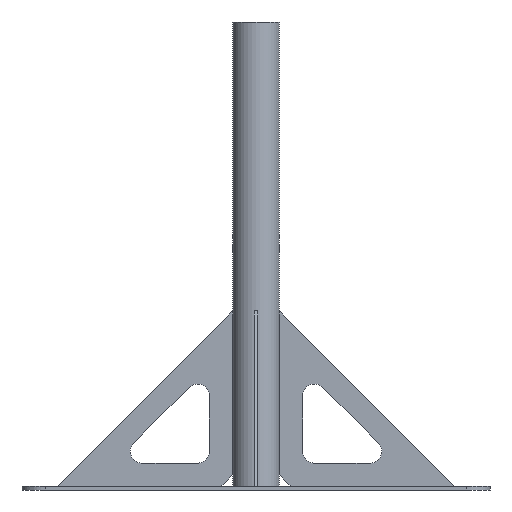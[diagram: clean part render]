
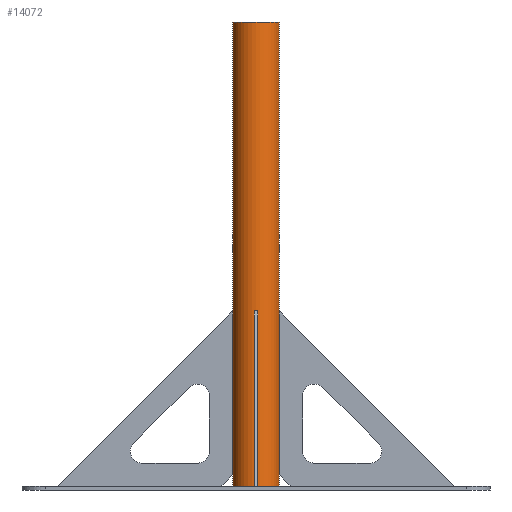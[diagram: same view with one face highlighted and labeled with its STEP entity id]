
A CAD part, front view. The second image highlights one B-rep face of the part: STEP entity #14072.
In plain terms, the highlighted cylindrical face has radius 20 mm (diameter 40 mm), a partial arc.
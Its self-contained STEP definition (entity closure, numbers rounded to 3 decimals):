
#358 = ORIENTED_EDGE ( 'NONE', *, *, #18248, .F. ) ;
#555 = EDGE_CURVE ( 'NONE', #7489, #12359, #6959, .T. ) ;
#991 = CARTESIAN_POINT ( 'NONE',  ( 20., 0., 0. ) ) ;
#1087 = EDGE_LOOP ( 'NONE', ( #358, #2209, #4756, #2259 ) ) ;
#1167 = DIRECTION ( 'NONE',  ( 0., 0., -1. ) ) ;
#1421 = CYLINDRICAL_SURFACE ( 'NONE', #12584, 20. ) ;
#1553 = DIRECTION ( 'NONE',  ( 0., 0., 1. ) ) ;
#1997 = DIRECTION ( 'NONE',  ( 0., 0., -1. ) ) ;
#2209 = ORIENTED_EDGE ( 'NONE', *, *, #11387, .F. ) ;
#2259 = ORIENTED_EDGE ( 'NONE', *, *, #555, .T. ) ;
#2413 = LINE ( 'NONE', #20513, #14414 ) ;
#3193 = EDGE_CURVE ( 'NONE', #9965, #7489, #20232, .T. ) ;
#3499 = CARTESIAN_POINT ( 'NONE',  ( -20., 0., 400. ) ) ;
#4756 = ORIENTED_EDGE ( 'NONE', *, *, #3193, .T. ) ;
#6628 = AXIS2_PLACEMENT_3D ( 'NONE', #17701, #7902, #19374 ) ;
#6924 = CARTESIAN_POINT ( 'NONE',  ( 0., 0., 400. ) ) ;
#6959 = CIRCLE ( 'NONE', #13719, 20. ) ;
#7489 = VERTEX_POINT ( 'NONE', #17325 ) ;
#7902 = DIRECTION ( 'NONE',  ( 0., 0., 1. ) ) ;
#9965 = VERTEX_POINT ( 'NONE', #3499 ) ;
#10015 = CIRCLE ( 'NONE', #6628, 20. ) ;
#10668 = DIRECTION ( 'NONE',  ( 0., 0., -1. ) ) ;
#10926 = CARTESIAN_POINT ( 'NONE',  ( -20., 0., 400. ) ) ;
#11317 = CARTESIAN_POINT ( 'NONE',  ( 0., 0., 0. ) ) ;
#11387 = EDGE_CURVE ( 'NONE', #9965, #13478, #10015, .T. ) ;
#12359 = VERTEX_POINT ( 'NONE', #991 ) ;
#12584 = AXIS2_PLACEMENT_3D ( 'NONE', #6924, #1997, #13431 ) ;
#12968 = DIRECTION ( 'NONE',  ( 1., 0., 0. ) ) ;
#13431 = DIRECTION ( 'NONE',  ( -1., 0., 0. ) ) ;
#13478 = VERTEX_POINT ( 'NONE', #13688 ) ;
#13688 = CARTESIAN_POINT ( 'NONE',  ( 20., 0., 400. ) ) ;
#13719 = AXIS2_PLACEMENT_3D ( 'NONE', #11317, #1553, #12968 ) ;
#14072 = ADVANCED_FACE ( 'NONE', ( #14459 ), #1421, .T. ) ;
#14414 = VECTOR ( 'NONE', #10668, 1000. ) ;
#14459 = FACE_OUTER_BOUND ( 'NONE', #1087, .T. ) ;
#16360 = VECTOR ( 'NONE', #1167, 1000. ) ;
#17325 = CARTESIAN_POINT ( 'NONE',  ( -20., 0., 0. ) ) ;
#17701 = CARTESIAN_POINT ( 'NONE',  ( 0., 0., 400. ) ) ;
#18248 = EDGE_CURVE ( 'NONE', #13478, #12359, #2413, .T. ) ;
#19374 = DIRECTION ( 'NONE',  ( 1., 0., 0. ) ) ;
#20232 = LINE ( 'NONE', #10926, #16360 ) ;
#20513 = CARTESIAN_POINT ( 'NONE',  ( 20., 0., 400. ) ) ;
